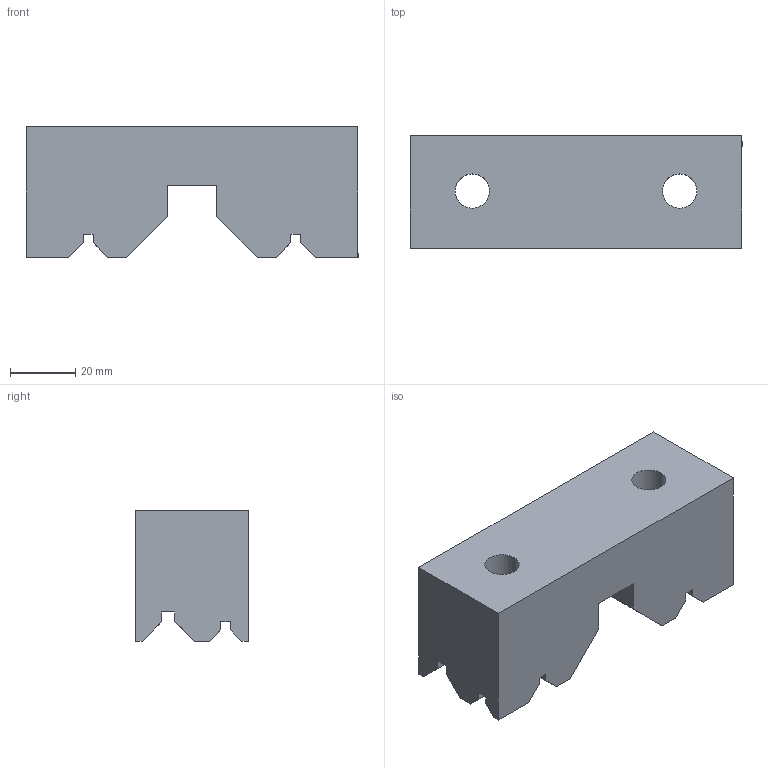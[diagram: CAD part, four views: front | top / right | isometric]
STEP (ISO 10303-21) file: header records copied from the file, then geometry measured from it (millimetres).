
FILE_DESCRIPTION (( 'STEP AP214' ), '1' );
FILE_NAME ('05-0770.STEP', '2024-12-13T21:54:25', ( '' ), ( '' ), 'SwSTEP 2.0', 'SolidWorks 2023', '' );
FILE_SCHEMA (( 'AUTOMOTIVE_DESIGN' ));
Length unit declared in the file: inch
Products named in the file (1): 05-0770
Bounding box: 101.6 x 34.5 x 40 mm (x, y, z)
Volume: 102949.5 mm3; surface area: 21563.2 mm2
Topology: 1 solids, 1 shells, 94 faces, 274 edges, 182 vertices
Faces by surface type: plane 86, cylinder 8
Entity records: 3099 total; most frequent: CARTESIAN_POINT 599, ORIENTED_EDGE 548, DIRECTION 470, EDGE_CURVE 274, LINE 236, VECTOR 236, VERTEX_POINT 182, AXIS2_PLACEMENT_3D 117
